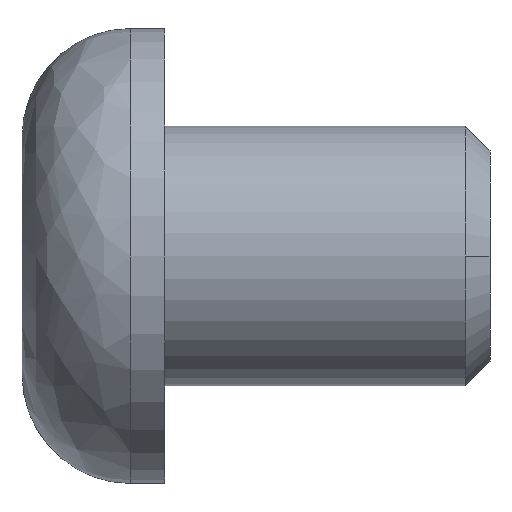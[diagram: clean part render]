
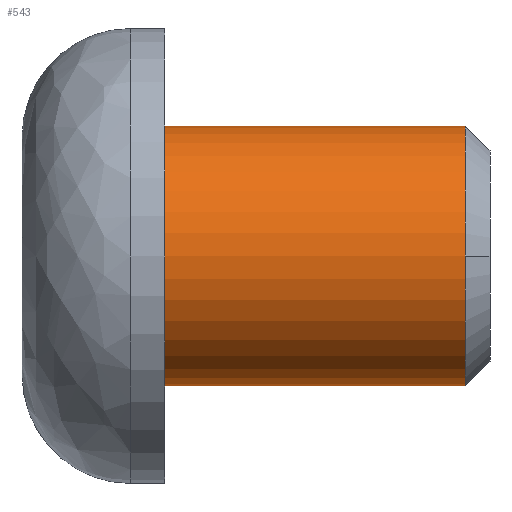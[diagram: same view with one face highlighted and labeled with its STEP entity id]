
A CAD part, front view. The second image highlights one B-rep face of the part: STEP entity #543.
In plain terms, the highlighted cylindrical face has radius 4 mm (diameter 8 mm), a partial arc.
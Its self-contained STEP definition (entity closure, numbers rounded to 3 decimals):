
#12 = AXIS2_PLACEMENT_3D ( 'NONE', #77, #131, #338 ) ;
#46 = VERTEX_POINT ( 'NONE', #559 ) ;
#47 = CARTESIAN_POINT ( 'NONE',  ( 0., 0., -4. ) ) ;
#53 = FACE_OUTER_BOUND ( 'NONE', #444, .T. ) ;
#77 = CARTESIAN_POINT ( 'NONE',  ( 0., 0., 0. ) ) ;
#82 = CIRCLE ( 'NONE', #380, 4. ) ;
#86 = DIRECTION ( 'NONE',  ( 1., 0., 0. ) ) ;
#87 = AXIS2_PLACEMENT_3D ( 'NONE', #182, #432, #288 ) ;
#89 = DIRECTION ( 'NONE',  ( 1., 0., 0. ) ) ;
#92 = CARTESIAN_POINT ( 'NONE',  ( 0., 0., 4. ) ) ;
#131 = DIRECTION ( 'NONE',  ( 1., 0., 0. ) ) ;
#145 = DIRECTION ( 'NONE',  ( 0., 0., -1. ) ) ;
#171 = ORIENTED_EDGE ( 'NONE', *, *, #545, .T. ) ;
#177 = CIRCLE ( 'NONE', #12, 4. ) ;
#182 = CARTESIAN_POINT ( 'NONE',  ( 10.25, 0., 0. ) ) ;
#189 = VERTEX_POINT ( 'NONE', #92 ) ;
#252 = ORIENTED_EDGE ( 'NONE', *, *, #278, .T. ) ;
#257 = VECTOR ( 'NONE', #89, 1000. ) ;
#261 = CARTESIAN_POINT ( 'NONE',  ( 9.233, 0., 4. ) ) ;
#278 = EDGE_CURVE ( 'NONE', #46, #324, #82, .T. ) ;
#285 = CARTESIAN_POINT ( 'NONE',  ( 10.25, 0., 4. ) ) ;
#288 = DIRECTION ( 'NONE',  ( 0., 0., -1. ) ) ;
#303 = VECTOR ( 'NONE', #86, 1000. ) ;
#307 = ORIENTED_EDGE ( 'NONE', *, *, #614, .T. ) ;
#308 = CARTESIAN_POINT ( 'NONE',  ( 9.233, 0., 0. ) ) ;
#315 = ORIENTED_EDGE ( 'NONE', *, *, #550, .F. ) ;
#324 = VERTEX_POINT ( 'NONE', #555 ) ;
#338 = DIRECTION ( 'NONE',  ( 0., 0., -1. ) ) ;
#358 = VERTEX_POINT ( 'NONE', #261 ) ;
#373 = LINE ( 'NONE', #580, #257 ) ;
#380 = AXIS2_PLACEMENT_3D ( 'NONE', #308, #403, #145 ) ;
#403 = DIRECTION ( 'NONE',  ( -1., 0., 0. ) ) ;
#432 = DIRECTION ( 'NONE',  ( 1., 0., 0. ) ) ;
#433 = LINE ( 'NONE', #285, #303 ) ;
#444 = EDGE_LOOP ( 'NONE', ( #315, #171, #307, #252, #607 ) ) ;
#482 = CIRCLE ( 'NONE', #571, 4. ) ;
#489 = EDGE_CURVE ( 'NONE', #324, #358, #482, .T. ) ;
#517 = CARTESIAN_POINT ( 'NONE',  ( 9.233, 0., 0. ) ) ;
#531 = CYLINDRICAL_SURFACE ( 'NONE', #87, 4. ) ;
#534 = VERTEX_POINT ( 'NONE', #47 ) ;
#543 = ADVANCED_FACE ( 'NONE', ( #53 ), #531, .T. ) ;
#545 = EDGE_CURVE ( 'NONE', #189, #534, #177, .T. ) ;
#550 = EDGE_CURVE ( 'NONE', #189, #358, #433, .T. ) ;
#555 = CARTESIAN_POINT ( 'NONE',  ( 9.233, -4., 0. ) ) ;
#559 = CARTESIAN_POINT ( 'NONE',  ( 9.233, 0., -4. ) ) ;
#566 = DIRECTION ( 'NONE',  ( -1., 0., 0. ) ) ;
#570 = DIRECTION ( 'NONE',  ( 0., 0., -1. ) ) ;
#571 = AXIS2_PLACEMENT_3D ( 'NONE', #517, #566, #570 ) ;
#580 = CARTESIAN_POINT ( 'NONE',  ( 10.25, 0., -4. ) ) ;
#607 = ORIENTED_EDGE ( 'NONE', *, *, #489, .T. ) ;
#614 = EDGE_CURVE ( 'NONE', #534, #46, #373, .T. ) ;
